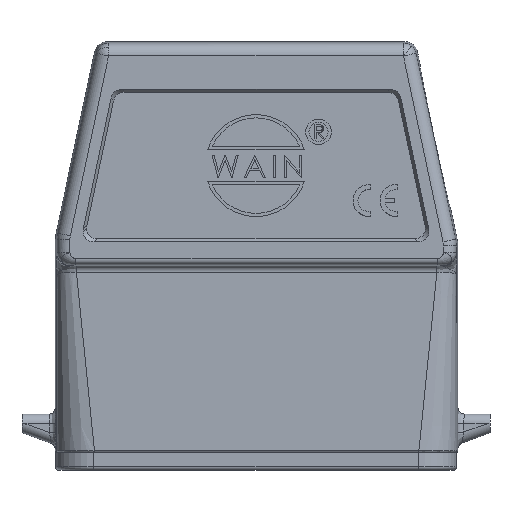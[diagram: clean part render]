
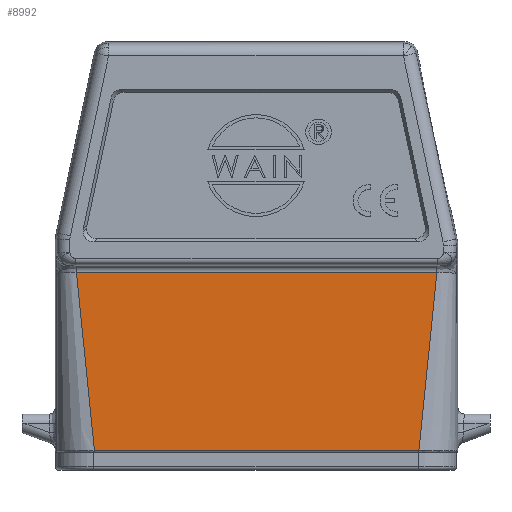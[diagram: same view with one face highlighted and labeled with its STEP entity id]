
A CAD part, top view. The second image highlights one B-rep face of the part: STEP entity #8992.
In plain terms, the highlighted planar face has unit normal (0, 0, 1).
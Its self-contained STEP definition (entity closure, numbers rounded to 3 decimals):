
#296=CARTESIAN_POINT('',(28.409,34.519,14.75));
#316=CARTESIAN_POINT('',(25.582,6.561,14.75));
#321=DIRECTION('',(0.101,-0.995,0.));
#322=VECTOR('',#321,28.101);
#323=CARTESIAN_POINT('',(-28.203,34.519,14.75));
#324=LINE('',#323,#322);
#325=DIRECTION('',(0.101,0.995,0.));
#326=VECTOR('',#325,28.101);
#327=CARTESIAN_POINT('',(25.582,6.561,14.75));
#328=LINE('',#327,#326);
#534=DIRECTION('',(-1.,0.,0.));
#535=VECTOR('',#534,50.959);
#536=CARTESIAN_POINT('',(25.582,6.561,14.75));
#537=LINE('',#536,#535);
#3078=DIRECTION('',(1.,0.,0.));
#3079=VECTOR('',#3078,56.612);
#3080=CARTESIAN_POINT('',(-28.203,34.519,14.75));
#3081=LINE('',#3080,#3079);
#7989=CARTESIAN_POINT('',(-25.377,6.561,14.75));
#7991=VERTEX_POINT('',#7989);
#8040=VERTEX_POINT('',#316);
#8062=VERTEX_POINT('',#296);
#8097=CARTESIAN_POINT('',(-28.203,34.519,14.75));
#8098=VERTEX_POINT('',#8097);
#8978=CARTESIAN_POINT('',(-31.5,6.261,14.75));
#8979=DIRECTION('',(0.,0.,1.));
#8980=DIRECTION('',(1.,0.,0.));
#8981=AXIS2_PLACEMENT_3D('',#8978,#8979,#8980);
#8982=PLANE('',#8981);
#8984=ORIENTED_EDGE('',*,*,#8983,.F.);
#8986=ORIENTED_EDGE('',*,*,#8985,.T.);
#8987=ORIENTED_EDGE('',*,*,#8964,.F.);
#8989=ORIENTED_EDGE('',*,*,#8988,.T.);
#8990=EDGE_LOOP('',(#8984,#8986,#8987,#8989));
#8991=FACE_OUTER_BOUND('',#8990,.F.);
#8992=ADVANCED_FACE('',(#8991),#8982,.T.);
#8964=EDGE_CURVE('',#8040,#8062,#328,.T.);
#8983=EDGE_CURVE('',#8098,#7991,#324,.T.);
#8985=EDGE_CURVE('',#8098,#8062,#3081,.T.);
#8988=EDGE_CURVE('',#8040,#7991,#537,.T.);
